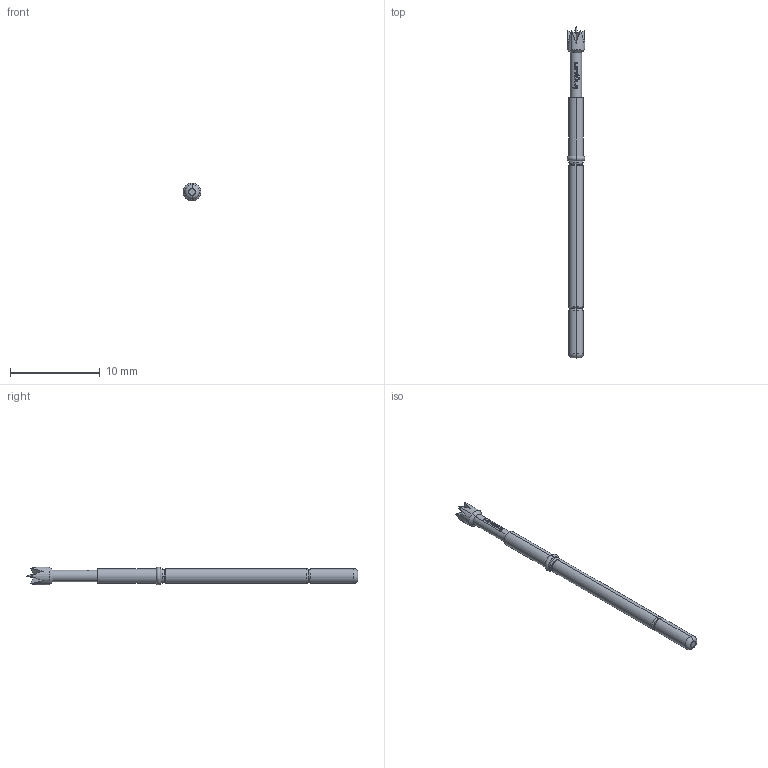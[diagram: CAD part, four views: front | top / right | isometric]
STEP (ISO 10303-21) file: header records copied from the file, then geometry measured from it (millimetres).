
FILE_DESCRIPTION (( 'STEP AP203' ), '1' );
FILE_NAME ('INGUN_GKS-912_224_200_R_xx07.STEP', '2021-09-30T08:50:44', ( 'ochi' ), ( '' ), 'SwSTEP 2.0', 'SolidWorks 2018', '' );
FILE_SCHEMA (( 'CONFIG_CONTROL_DESIGN' ));
Length unit declared in the file: millimetre
Products named in the file (1): INGUN_GKS-912_224_200_R_xx07
Bounding box: 2 x 37 x 2 mm (x, y, z)
Volume: 74.1 mm3; surface area: 194.5 mm2
Topology: 1 solids, 1 shells, 125 faces, 332 edges, 213 vertices
Faces by surface type: plane 54, bspline 22, torus 19, cylinder 19, cone 11
Entity records: 5108 total; most frequent: CARTESIAN_POINT 2449, ORIENTED_EDGE 660, DIRECTION 361, EDGE_CURVE 330, B_SPLINE_CURVE_WITH_KNOTS 214, VERTEX_POINT 213, AXIS2_PLACEMENT_3D 165, EDGE_LOOP 131
